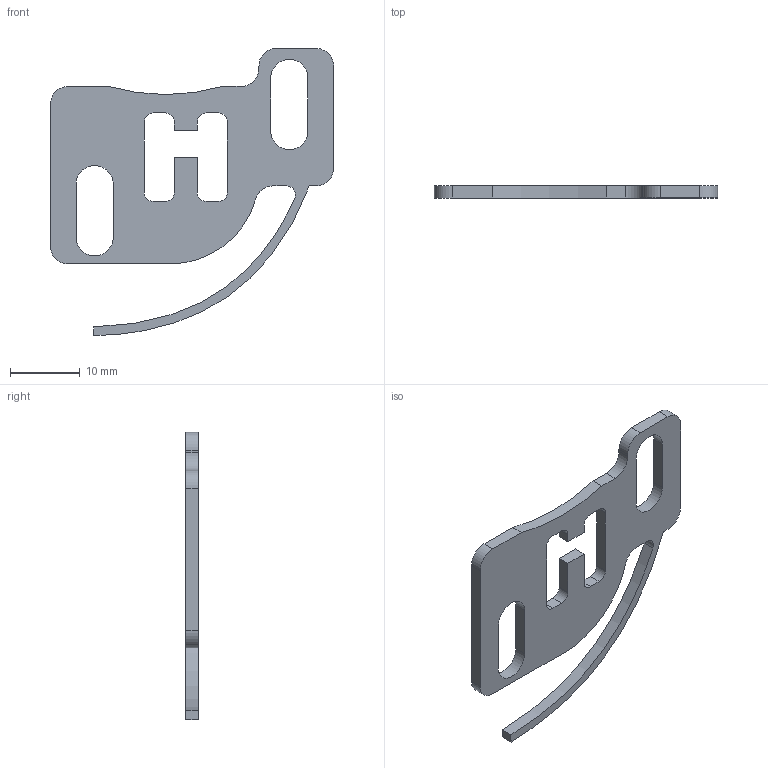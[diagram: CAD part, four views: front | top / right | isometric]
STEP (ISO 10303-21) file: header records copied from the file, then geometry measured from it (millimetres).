
FILE_DESCRIPTION (( 'STEP AP214' ), '1' );
FILE_NAME ('plate1.STEP', '2024-11-08T05:11:06', ( '' ), ( '' ), 'SwSTEP 2.0', 'SolidWorks 2024', '' );
FILE_SCHEMA (( 'AUTOMOTIVE_DESIGN' ));
Length unit declared in the file: inch
Products named in the file (1): plate1
Bounding box: 40.64 x 1.78 x 41.22 mm (x, y, z)
Volume: 1292.3 mm3; surface area: 2048.7 mm2
Topology: 1 solids, 1 shells, 54 faces, 156 edges, 104 vertices
Faces by surface type: plane 28, cylinder 24, bspline 2
Entity records: 1839 total; most frequent: CARTESIAN_POINT 341, ORIENTED_EDGE 312, DIRECTION 306, EDGE_CURVE 156, LINE 104, VERTEX_POINT 104, VECTOR 104, AXIS2_PLACEMENT_3D 101
